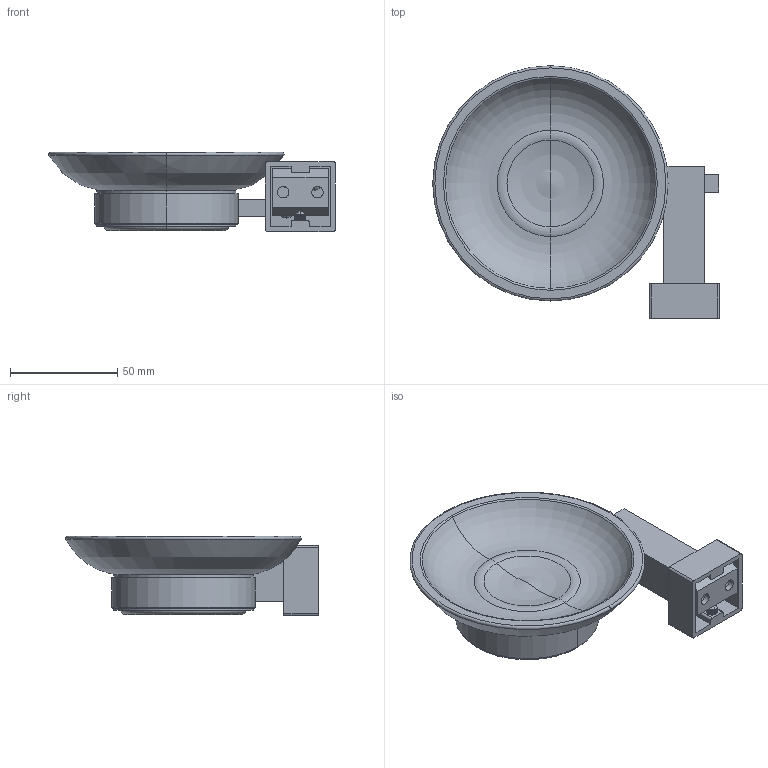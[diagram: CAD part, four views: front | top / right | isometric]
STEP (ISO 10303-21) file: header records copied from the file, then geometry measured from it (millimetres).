
FILE_DESCRIPTION (( 'STEP AP203' ), '1' );
FILE_NAME ('1585詠殤.STEP', '2016-07-20T00:47:11', ( '迾輿躂瑞' ), ( 'WwW.YlmF.CoM' ), 'SwSTEP 2.0', 'SolidWorks 2012', '' );
FILE_SCHEMA (( 'CONFIG_CONTROL_DESIGN' ));
Length unit declared in the file: millimetre
Products named in the file (12): 囀鞠褒蹟佪M4X8; 圉埴芛蹟佪M4X8; 14戚殤呿蹋; 15等戚殤; 14杯圈; 15戚殤諉裝; 15假蚾え; 15等裝芛; 15釱; 1585詠殤; 詠赽; 内六角尖端紧定螺丝M5X10
Assembly tree (12 placements, depth 3):
  1585詠殤
    15釱
    15等裝芛
    15假蚾え
    15等戚殤
      15戚殤諉裝
      14杯圈
    14戚殤呿蹋
    圉埴芛蹟佪M4X8  x2
    囀鞠褒蹟佪M4X8
    内六角尖端紧定螺丝M5X10
    詠赽
Bounding box: 133.76 x 117.81 x 37.05 mm (x, y, z)
Volume: 130412.8 mm3; surface area: 58426.7 mm2
Topology: 11 solids, 11 shells, 362 faces, 937 edges, 599 vertices
Faces by surface type: cylinder 168, plane 121, cone 37, torus 28, bspline 8
Entity records: 13773 total; most frequent: CARTESIAN_POINT 5282, ORIENTED_EDGE 1578, DIRECTION 1456, EDGE_CURVE 789, AXIS2_PLACEMENT_3D 542, VERTEX_POINT 507, LINE 372, VECTOR 372
